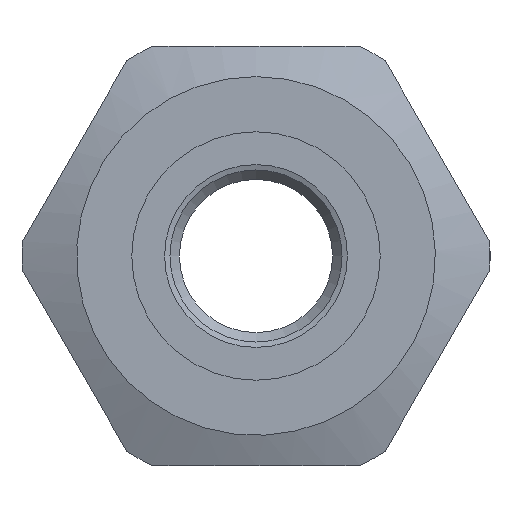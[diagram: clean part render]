
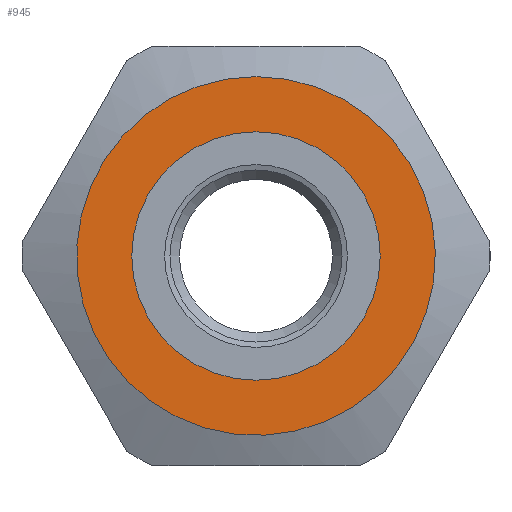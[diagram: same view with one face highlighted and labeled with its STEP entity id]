
A CAD part, left-side view. The second image highlights one B-rep face of the part: STEP entity #945.
In plain terms, the highlighted planar face has unit normal (-1, 0, 0).
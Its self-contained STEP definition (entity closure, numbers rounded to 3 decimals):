
#110 = AXIS2_PLACEMENT_3D ( 'NONE', #984, #974, #771 ) ;
#115 = DIRECTION ( 'NONE',  ( 0., 0., 1. ) ) ;
#135 = ORIENTED_EDGE ( 'NONE', *, *, #1197, .T. ) ;
#137 = CARTESIAN_POINT ( 'NONE',  ( -102.785, 19.694, 0. ) ) ;
#157 = DIRECTION ( 'NONE',  ( 0., 0., -1. ) ) ;
#246 = DIRECTION ( 'NONE',  ( 1., 0., 0. ) ) ;
#306 = VERTEX_POINT ( 'NONE', #1274 ) ;
#334 = DIRECTION ( 'NONE',  ( -1., 0., 0. ) ) ;
#358 = CIRCLE ( 'NONE', #1265, 19.694 ) ;
#562 = ORIENTED_EDGE ( 'NONE', *, *, #712, .F. ) ;
#599 = PLANE ( 'NONE',  #785 ) ;
#667 = CIRCLE ( 'NONE', #110, 13.642 ) ;
#712 = EDGE_CURVE ( 'NONE', #306, #306, #667, .T. ) ;
#724 = VERTEX_POINT ( 'NONE', #1279 ) ;
#742 = FACE_OUTER_BOUND ( 'NONE', #1303, .T. ) ;
#771 = DIRECTION ( 'NONE',  ( 0., 0., 1. ) ) ;
#776 = EDGE_LOOP ( 'NONE', ( #562 ) ) ;
#785 = AXIS2_PLACEMENT_3D ( 'NONE', #137, #246, #157 ) ;
#945 = ADVANCED_FACE ( 'NONE', ( #1431, #742 ), #599, .F. ) ;
#974 = DIRECTION ( 'NONE',  ( -1., 0., 0. ) ) ;
#984 = CARTESIAN_POINT ( 'NONE',  ( -102.785, 0., 0. ) ) ;
#1197 = EDGE_CURVE ( 'NONE', #724, #724, #358, .T. ) ;
#1265 = AXIS2_PLACEMENT_3D ( 'NONE', #1438, #334, #115 ) ;
#1274 = CARTESIAN_POINT ( 'NONE',  ( -102.785, 0., 13.642 ) ) ;
#1279 = CARTESIAN_POINT ( 'NONE',  ( -102.785, 0., 19.694 ) ) ;
#1303 = EDGE_LOOP ( 'NONE', ( #135 ) ) ;
#1431 = FACE_BOUND ( 'NONE', #776, .T. ) ;
#1438 = CARTESIAN_POINT ( 'NONE',  ( -102.785, 0., 0. ) ) ;
